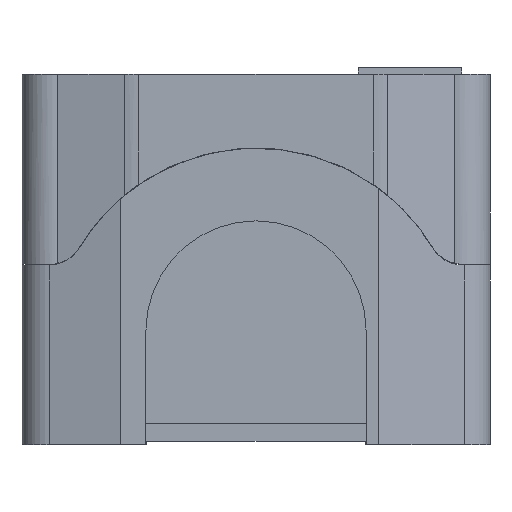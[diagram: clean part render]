
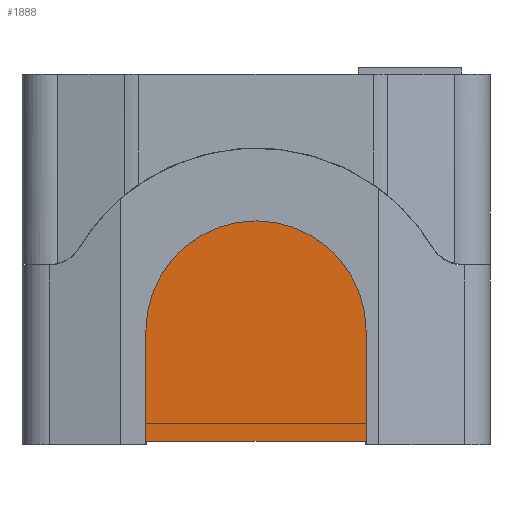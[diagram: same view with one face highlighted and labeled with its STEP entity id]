
A CAD part, front view. The second image highlights one B-rep face of the part: STEP entity #1888.
In plain terms, the highlighted planar face has unit normal (0, -1, 0).
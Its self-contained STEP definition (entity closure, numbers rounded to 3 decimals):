
#84=DIRECTION('',(1.,0.,0.));
#85=VECTOR('',#84,0.108);
#86=CARTESIAN_POINT('',(49.892,3.75,0.));
#87=LINE('',#86,#85);
#311=DIRECTION('',(1.,0.,0.));
#312=VECTOR('',#311,0.109);
#313=CARTESIAN_POINT('',(18.,3.75,0.));
#314=LINE('',#313,#312);
#541=DIRECTION('',(1.,0.,0.));
#542=VECTOR('',#541,31.783);
#543=CARTESIAN_POINT('',(18.109,3.75,0.5));
#544=LINE('',#543,#542);
#545=DIRECTION('',(0.,0.,1.));
#546=VECTOR('',#545,0.5);
#547=CARTESIAN_POINT('',(18.109,3.75,0.));
#548=LINE('',#547,#546);
#549=DIRECTION('',(0.,0.,-1.));
#550=VECTOR('',#549,16.5);
#551=CARTESIAN_POINT('',(18.,3.75,16.5));
#552=LINE('',#551,#550);
#553=CARTESIAN_POINT('',(34.,3.75,16.5));
#554=DIRECTION('',(0.,-1.,0.));
#555=DIRECTION('',(1.,0.,0.));
#556=AXIS2_PLACEMENT_3D('',#553,#554,#555);
#558=DIRECTION('',(0.,0.,1.));
#559=VECTOR('',#558,16.5);
#560=CARTESIAN_POINT('',(50.,3.75,0.));
#561=LINE('',#560,#559);
#562=DIRECTION('',(0.,0.,1.));
#563=VECTOR('',#562,0.5);
#564=CARTESIAN_POINT('',(49.892,3.75,0.));
#565=LINE('',#564,#563);
#1138=CARTESIAN_POINT('',(18.109,3.75,0.5));
#1139=CARTESIAN_POINT('',(49.892,3.75,0.5));
#1140=VERTEX_POINT('',#1138);
#1141=VERTEX_POINT('',#1139);
#1229=CARTESIAN_POINT('',(50.,3.75,16.5));
#1230=CARTESIAN_POINT('',(18.,3.75,16.5));
#1231=VERTEX_POINT('',#1229);
#1232=VERTEX_POINT('',#1230);
#1234=CARTESIAN_POINT('',(50.,3.75,0.));
#1236=VERTEX_POINT('',#1234);
#1238=CARTESIAN_POINT('',(18.,3.75,0.));
#1240=VERTEX_POINT('',#1238);
#1249=CARTESIAN_POINT('',(18.109,3.75,0.));
#1250=VERTEX_POINT('',#1249);
#1251=CARTESIAN_POINT('',(49.892,3.75,0.));
#1252=VERTEX_POINT('',#1251);
#1869=CARTESIAN_POINT('',(0.,3.75,0.));
#1870=DIRECTION('',(0.,-1.,0.));
#1871=DIRECTION('',(1.,0.,0.));
#1872=AXIS2_PLACEMENT_3D('',#1869,#1870,#1871);
#1873=PLANE('',#1872);
#1874=ORIENTED_EDGE('',*,*,#1537,.F.);
#1876=ORIENTED_EDGE('',*,*,#1875,.F.);
#1877=ORIENTED_EDGE('',*,*,#1601,.F.);
#1879=ORIENTED_EDGE('',*,*,#1878,.F.);
#1881=ORIENTED_EDGE('',*,*,#1880,.F.);
#1882=ORIENTED_EDGE('',*,*,#1861,.F.);
#1883=ORIENTED_EDGE('',*,*,#1453,.F.);
#1885=ORIENTED_EDGE('',*,*,#1884,.T.);
#1886=EDGE_LOOP('',(#1874,#1876,#1877,#1879,#1881,#1882,#1883,#1885));
#1887=FACE_OUTER_BOUND('',#1886,.F.);
#557=CIRCLE('',#556,16.);
#1453=EDGE_CURVE('',#1252,#1236,#87,.T.);
#1537=EDGE_CURVE('',#1140,#1141,#544,.T.);
#1601=EDGE_CURVE('',#1240,#1250,#314,.T.);
#1861=EDGE_CURVE('',#1236,#1231,#561,.T.);
#1875=EDGE_CURVE('',#1250,#1140,#548,.T.);
#1878=EDGE_CURVE('',#1232,#1240,#552,.T.);
#1880=EDGE_CURVE('',#1231,#1232,#557,.T.);
#1884=EDGE_CURVE('',#1252,#1141,#565,.T.);
#1888=ADVANCED_FACE('',(#1887),#1873,.T.);
